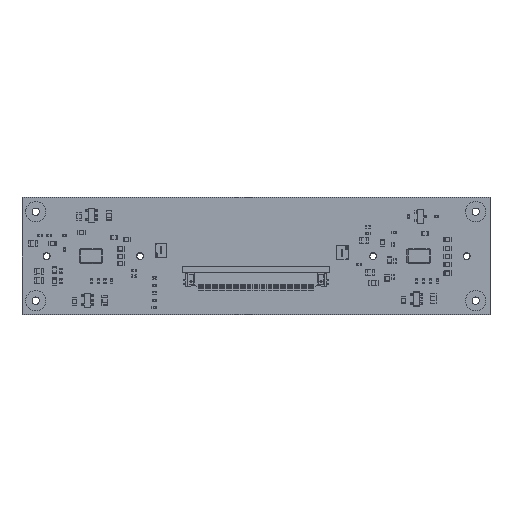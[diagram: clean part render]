
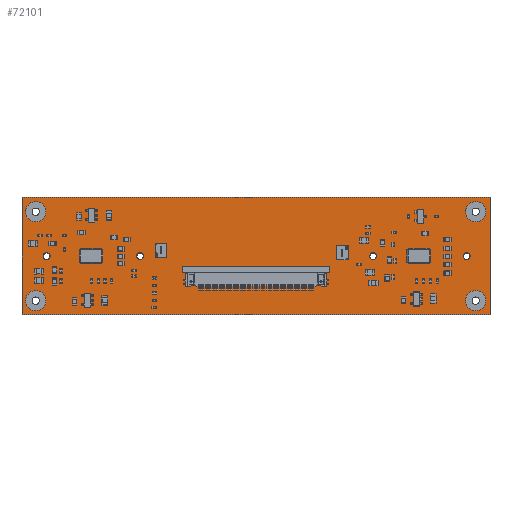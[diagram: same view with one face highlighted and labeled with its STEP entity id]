
A CAD part, top view. The second image highlights one B-rep face of the part: STEP entity #72101.
In plain terms, the highlighted planar face has unit normal (0, 0, 1).
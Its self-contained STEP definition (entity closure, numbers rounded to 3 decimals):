
#71901 = VERTEX_POINT('',#71902);
#71902 = CARTESIAN_POINT('',(200.,-125.,1.51));
#71908 = EDGE_CURVE('',#71901,#71909,#71911,.T.);
#71909 = VERTEX_POINT('',#71910);
#71910 = CARTESIAN_POINT('',(100.,-125.,1.51));
#71911 = LINE('',#71912,#71913);
#71912 = CARTESIAN_POINT('',(200.,-125.,1.51));
#71913 = VECTOR('',#71914,1.);
#71914 = DIRECTION('',(-1.,0.,0.));
#71941 = VERTEX_POINT('',#71942);
#71942 = CARTESIAN_POINT('',(200.,-100.,1.51));
#71948 = EDGE_CURVE('',#71941,#71901,#71949,.T.);
#71949 = LINE('',#71950,#71951);
#71950 = CARTESIAN_POINT('',(200.,-100.,1.51));
#71951 = VECTOR('',#71952,1.);
#71952 = DIRECTION('',(0.,-1.,0.));
#71970 = EDGE_CURVE('',#71909,#71971,#71973,.T.);
#71971 = VERTEX_POINT('',#71972);
#71972 = CARTESIAN_POINT('',(100.,-100.,1.51));
#71973 = LINE('',#71974,#71975);
#71974 = CARTESIAN_POINT('',(100.,-125.,1.51));
#71975 = VECTOR('',#71976,1.);
#71976 = DIRECTION('',(0.,1.,0.));
#72101 = ADVANCED_FACE('',(#72102,#72113,#72124,#72135,#72146,#72157,
    #72168,#72179,#72190),#72201,.T.);
#72102 = FACE_BOUND('',#72103,.T.);
#72103 = EDGE_LOOP('',(#72104,#72105,#72106,#72112));
#72104 = ORIENTED_EDGE('',*,*,#71908,.F.);
#72105 = ORIENTED_EDGE('',*,*,#71948,.F.);
#72106 = ORIENTED_EDGE('',*,*,#72107,.F.);
#72107 = EDGE_CURVE('',#71971,#71941,#72108,.T.);
#72108 = LINE('',#72109,#72110);
#72109 = CARTESIAN_POINT('',(100.,-100.,1.51));
#72110 = VECTOR('',#72111,1.);
#72111 = DIRECTION('',(1.,0.,0.));
#72112 = ORIENTED_EDGE('',*,*,#71970,.F.);
#72113 = FACE_BOUND('',#72114,.T.);
#72114 = EDGE_LOOP('',(#72115));
#72115 = ORIENTED_EDGE('',*,*,#72116,.T.);
#72116 = EDGE_CURVE('',#72117,#72117,#72119,.T.);
#72117 = VERTEX_POINT('',#72118);
#72118 = CARTESIAN_POINT('',(102.95,-123.55,1.51));
#72119 = CIRCLE('',#72120,1.5);
#72120 = AXIS2_PLACEMENT_3D('',#72121,#72122,#72123);
#72121 = CARTESIAN_POINT('',(102.95,-122.05,1.51));
#72122 = DIRECTION('',(-0.,0.,-1.));
#72123 = DIRECTION('',(-0.,-1.,0.));
#72124 = FACE_BOUND('',#72125,.T.);
#72125 = EDGE_LOOP('',(#72126));
#72126 = ORIENTED_EDGE('',*,*,#72127,.T.);
#72127 = EDGE_CURVE('',#72128,#72128,#72130,.T.);
#72128 = VERTEX_POINT('',#72129);
#72129 = CARTESIAN_POINT('',(196.95,-123.55,1.51));
#72130 = CIRCLE('',#72131,1.5);
#72131 = AXIS2_PLACEMENT_3D('',#72132,#72133,#72134);
#72132 = CARTESIAN_POINT('',(196.95,-122.05,1.51));
#72133 = DIRECTION('',(-0.,0.,-1.));
#72134 = DIRECTION('',(-0.,-1.,0.));
#72135 = FACE_BOUND('',#72136,.T.);
#72136 = EDGE_LOOP('',(#72137));
#72137 = ORIENTED_EDGE('',*,*,#72138,.T.);
#72138 = EDGE_CURVE('',#72139,#72139,#72141,.T.);
#72139 = VERTEX_POINT('',#72140);
#72140 = CARTESIAN_POINT('',(105.248,-113.286,1.51));
#72141 = CIRCLE('',#72142,0.75);
#72142 = AXIS2_PLACEMENT_3D('',#72143,#72144,#72145);
#72143 = CARTESIAN_POINT('',(105.248,-112.536,1.51));
#72144 = DIRECTION('',(-0.,0.,-1.));
#72145 = DIRECTION('',(-0.,-1.,0.));
#72146 = FACE_BOUND('',#72147,.T.);
#72147 = EDGE_LOOP('',(#72148));
#72148 = ORIENTED_EDGE('',*,*,#72149,.T.);
#72149 = EDGE_CURVE('',#72150,#72150,#72152,.T.);
#72150 = VERTEX_POINT('',#72151);
#72151 = CARTESIAN_POINT('',(125.248,-113.286,1.51));
#72152 = CIRCLE('',#72153,0.75);
#72153 = AXIS2_PLACEMENT_3D('',#72154,#72155,#72156);
#72154 = CARTESIAN_POINT('',(125.248,-112.536,1.51));
#72155 = DIRECTION('',(-0.,0.,-1.));
#72156 = DIRECTION('',(-0.,-1.,0.));
#72157 = FACE_BOUND('',#72158,.T.);
#72158 = EDGE_LOOP('',(#72159));
#72159 = ORIENTED_EDGE('',*,*,#72160,.T.);
#72160 = EDGE_CURVE('',#72161,#72161,#72163,.T.);
#72161 = VERTEX_POINT('',#72162);
#72162 = CARTESIAN_POINT('',(102.95,-104.55,1.51));
#72163 = CIRCLE('',#72164,1.5);
#72164 = AXIS2_PLACEMENT_3D('',#72165,#72166,#72167);
#72165 = CARTESIAN_POINT('',(102.95,-103.05,1.51));
#72166 = DIRECTION('',(-0.,0.,-1.));
#72167 = DIRECTION('',(-0.,-1.,0.));
#72168 = FACE_BOUND('',#72169,.T.);
#72169 = EDGE_LOOP('',(#72170));
#72170 = ORIENTED_EDGE('',*,*,#72171,.T.);
#72171 = EDGE_CURVE('',#72172,#72172,#72174,.T.);
#72172 = VERTEX_POINT('',#72173);
#72173 = CARTESIAN_POINT('',(175.02,-113.297,1.51));
#72174 = CIRCLE('',#72175,0.75);
#72175 = AXIS2_PLACEMENT_3D('',#72176,#72177,#72178);
#72176 = CARTESIAN_POINT('',(175.02,-112.547,1.51));
#72177 = DIRECTION('',(-0.,0.,-1.));
#72178 = DIRECTION('',(-0.,-1.,0.));
#72179 = FACE_BOUND('',#72180,.T.);
#72180 = EDGE_LOOP('',(#72181));
#72181 = ORIENTED_EDGE('',*,*,#72182,.T.);
#72182 = EDGE_CURVE('',#72183,#72183,#72185,.T.);
#72183 = VERTEX_POINT('',#72184);
#72184 = CARTESIAN_POINT('',(195.02,-113.297,1.51));
#72185 = CIRCLE('',#72186,0.75);
#72186 = AXIS2_PLACEMENT_3D('',#72187,#72188,#72189);
#72187 = CARTESIAN_POINT('',(195.02,-112.547,1.51));
#72188 = DIRECTION('',(-0.,0.,-1.));
#72189 = DIRECTION('',(-0.,-1.,0.));
#72190 = FACE_BOUND('',#72191,.T.);
#72191 = EDGE_LOOP('',(#72192));
#72192 = ORIENTED_EDGE('',*,*,#72193,.T.);
#72193 = EDGE_CURVE('',#72194,#72194,#72196,.T.);
#72194 = VERTEX_POINT('',#72195);
#72195 = CARTESIAN_POINT('',(196.95,-104.55,1.51));
#72196 = CIRCLE('',#72197,1.5);
#72197 = AXIS2_PLACEMENT_3D('',#72198,#72199,#72200);
#72198 = CARTESIAN_POINT('',(196.95,-103.05,1.51));
#72199 = DIRECTION('',(-0.,0.,-1.));
#72200 = DIRECTION('',(-0.,-1.,0.));
#72201 = PLANE('',#72202);
#72202 = AXIS2_PLACEMENT_3D('',#72203,#72204,#72205);
#72203 = CARTESIAN_POINT('',(0.,0.,1.51));
#72204 = DIRECTION('',(0.,0.,1.));
#72205 = DIRECTION('',(1.,0.,-0.));
